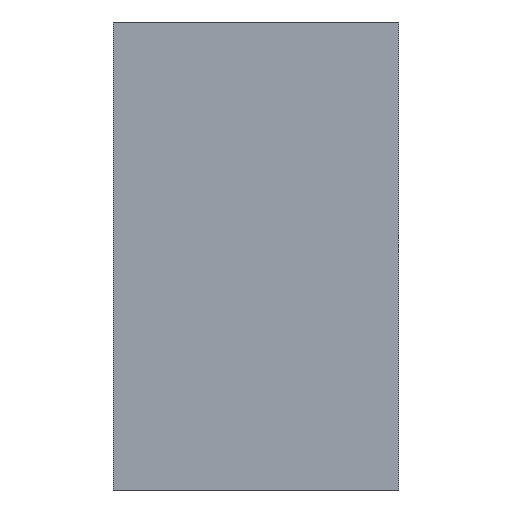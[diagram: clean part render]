
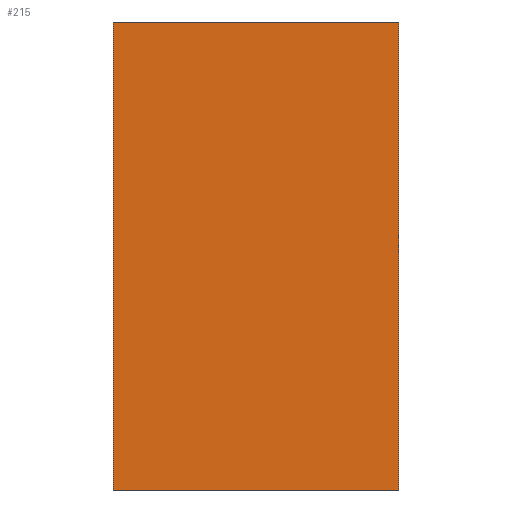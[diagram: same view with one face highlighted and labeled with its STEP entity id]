
A CAD part, left-side view. The second image highlights one B-rep face of the part: STEP entity #215.
In plain terms, the highlighted planar face has unit normal (-1, 0, 0).
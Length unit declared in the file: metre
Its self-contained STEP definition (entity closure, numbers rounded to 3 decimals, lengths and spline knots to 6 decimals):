
#9 = VERTEX_POINT ( 'NONE', #184 ) ;
#13 = CARTESIAN_POINT ( 'NONE',  ( 0., -0.070771, -0.115927 ) ) ;
#16 = CARTESIAN_POINT ( 'NONE',  ( 0., 0., 0. ) ) ;
#21 = DIRECTION ( 'NONE',  ( 0., 0., -1. ) ) ;
#23 = VECTOR ( 'NONE', #92, 1. ) ;
#26 = ORIENTED_EDGE ( 'NONE', *, *, #115, .F. ) ;
#30 = FACE_OUTER_BOUND ( 'NONE', #155, .T. ) ;
#34 = LINE ( 'NONE', #133, #78 ) ;
#45 = VECTOR ( 'NONE', #158, 1. ) ;
#46 = ORIENTED_EDGE ( 'NONE', *, *, #122, .F. ) ;
#50 = VERTEX_POINT ( 'NONE', #203 ) ;
#78 = VECTOR ( 'NONE', #233, 1. ) ;
#91 = EDGE_CURVE ( 'NONE', #123, #50, #34, .T. ) ;
#92 = DIRECTION ( 'NONE',  ( 0., -1., 0. ) ) ;
#99 = LINE ( 'NONE', #131, #23 ) ;
#115 = EDGE_CURVE ( 'NONE', #214, #9, #99, .T. ) ;
#122 = EDGE_CURVE ( 'NONE', #50, #214, #151, .T. ) ;
#123 = VERTEX_POINT ( 'NONE', #13 ) ;
#130 = CARTESIAN_POINT ( 'NONE',  ( 0., 0.070771, 0.115927 ) ) ;
#131 = CARTESIAN_POINT ( 'NONE',  ( 0., -0.070771, 0.115927 ) ) ;
#133 = CARTESIAN_POINT ( 'NONE',  ( 0., -0.070771, -0.115927 ) ) ;
#138 = CARTESIAN_POINT ( 'NONE',  ( 0., -0.070771, 0.115927 ) ) ;
#150 = PLANE ( 'NONE',  #169 ) ;
#151 = LINE ( 'NONE', #130, #45 ) ;
#154 = ORIENTED_EDGE ( 'NONE', *, *, #237, .F. ) ;
#155 = EDGE_LOOP ( 'NONE', ( #231, #154, #26, #46 ) ) ;
#158 = DIRECTION ( 'NONE',  ( 0., 0., 1. ) ) ;
#164 = DIRECTION ( 'NONE',  ( -1., 0., 0. ) ) ;
#169 = AXIS2_PLACEMENT_3D ( 'NONE', #16, #164, #236 ) ;
#184 = CARTESIAN_POINT ( 'NONE',  ( 0., -0.070771, 0.115927 ) ) ;
#187 = LINE ( 'NONE', #138, #201 ) ;
#199 = CARTESIAN_POINT ( 'NONE',  ( 0., 0.070771, 0.115927 ) ) ;
#201 = VECTOR ( 'NONE', #21, 1. ) ;
#203 = CARTESIAN_POINT ( 'NONE',  ( 0., 0.070771, -0.115927 ) ) ;
#214 = VERTEX_POINT ( 'NONE', #199 ) ;
#215 = ADVANCED_FACE ( 'NONE', ( #30 ), #150, .T. ) ;
#231 = ORIENTED_EDGE ( 'NONE', *, *, #91, .F. ) ;
#233 = DIRECTION ( 'NONE',  ( 0., 1., 0. ) ) ;
#236 = DIRECTION ( 'NONE',  ( 0., 0., 1. ) ) ;
#237 = EDGE_CURVE ( 'NONE', #9, #123, #187, .T. ) ;
